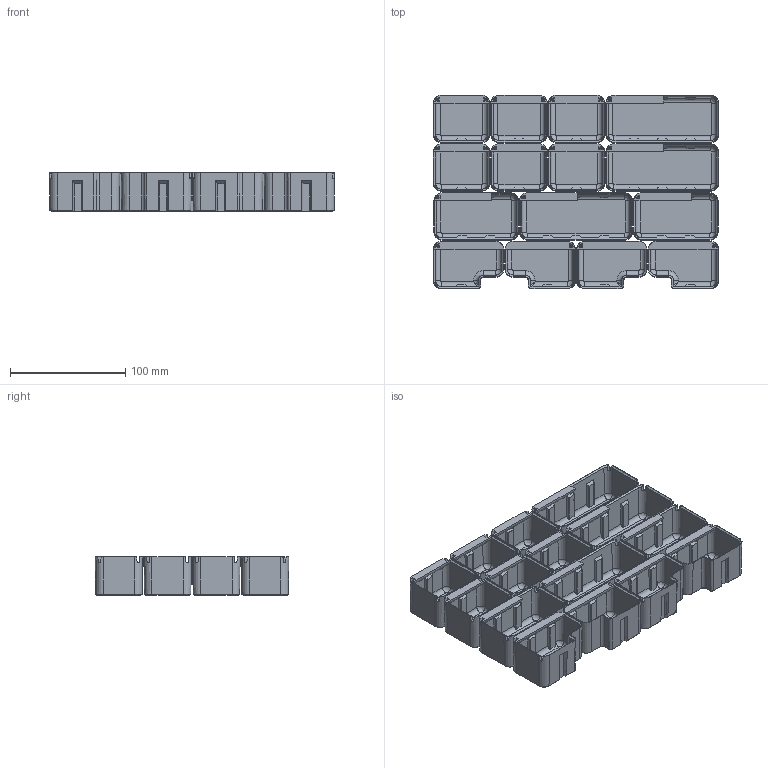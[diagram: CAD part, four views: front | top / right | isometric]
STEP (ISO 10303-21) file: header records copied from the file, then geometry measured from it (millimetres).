
FILE_DESCRIPTION(('Open CASCADE Model'),'2;1');
FILE_NAME('S','0000-00-00T00:00:00',('Author'),('Open CASCADE'), 'Open CASCADE STEP processor 7.8','build123d','Unknown');
FILE_SCHEMA(('AUTOMOTIVE_DESIGN { 1 0 10303 214 1 1 1 1 }'));
Length unit declared in the file: millimetre
Products named in the file (11): S; U2; SOLID; U4; U3; A2; B2
Assembly tree (20 placements, depth 3):
  S
    U2  x6
      SOLID
    U4  x3
      SOLID
    U3  x2
      SOLID
    A2  x2
      SOLID
    B2  x2
      SOLID
Bounding box: 247 x 167.8 x 33.7 mm (x, y, z)
Volume: 209352.4 mm3; surface area: 270657.4 mm2
Topology: 15 solids, 15 shells, 1631 faces, 4550 edges, 2903 vertices
Faces by surface type: plane 1009, cone 282, cylinder 272, revolution 60, torus 4, bspline 4
Entity records: 44456 total; most frequent: CARTESIAN_POINT 14845, DIRECTION 4965, ORIENTED_EDGE 3136, PCURVE 3136, DEFINITIONAL_REPRESENTATION 3136, LINE 2734, VECTOR 2734, EDGE_CURVE 1568
